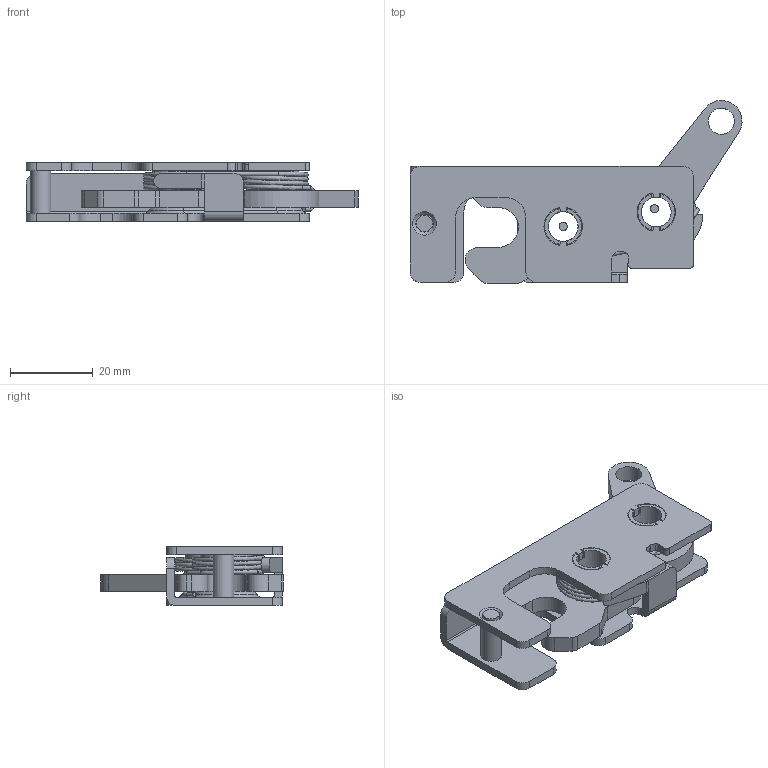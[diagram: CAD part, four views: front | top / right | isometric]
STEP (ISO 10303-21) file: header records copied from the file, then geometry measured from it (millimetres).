
FILE_DESCRIPTION(('STEP AP203'),'1');
FILE_NAME('Mini Standart Alttan-L.step','2018-02-24T06:01:32',(' '),(' '),'Spatial InterOp 3D',' ',' ');
FILE_SCHEMA(('CONFIG_CONTROL_DESIGN'));
Length unit declared in the file: millimetre
Products named in the file (10): 1; 2; 3; 4; 5; 6; 7; 8; 9; 10
Bounding box: 80.2 x 44.19 x 14.2 mm (x, y, z)
Volume: 12526.9 mm3; surface area: 14739.3 mm2
Topology: 10 solids, 10 shells, 228 faces, 583 edges, 383 vertices
Faces by surface type: cylinder 105, plane 104, torus 13, bspline 3, cone 2, extrusion 1
Full cylindrical faces by diameter (mm): 1 x7, 2 x2, 4 x2, 4.1 x1, 4.3 x1, 5 x1, 6.3 x1, 7.2 x2, 8.9 x2, 9.1 x2, 10.5 x2, 10.8 x2, 12.7 x2
Entity records: 8520 total; most frequent: CARTESIAN_POINT 2431, DIRECTION 1251, ORIENTED_EDGE 1112, EDGE_CURVE 556, AXIS2_PLACEMENT_3D 471, VERTEX_POINT 378, VECTOR 309, LINE 308
